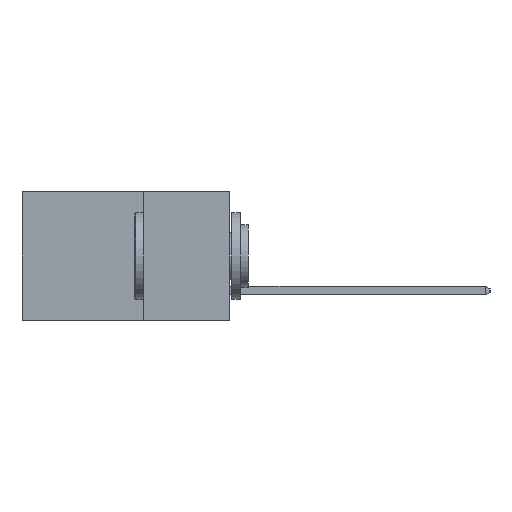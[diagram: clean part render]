
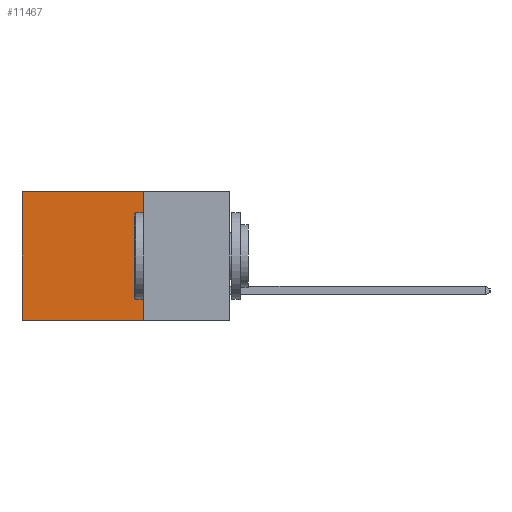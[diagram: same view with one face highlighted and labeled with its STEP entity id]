
A CAD part, left-side view. The second image highlights one B-rep face of the part: STEP entity #11467.
In plain terms, the highlighted planar face has unit normal (-1, 0, 0).
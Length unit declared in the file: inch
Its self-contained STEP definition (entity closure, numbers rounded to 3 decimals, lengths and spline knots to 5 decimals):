
#1042 = ORIENTED_EDGE ( 'NONE', *, *, #12322, .F. ) ;
#2386 = CARTESIAN_POINT ( 'NONE',  ( 0.298, 0.6, 0. ) ) ;
#3104 = CARTESIAN_POINT ( 'NONE',  ( 0.298, 0.25, -0.37 ) ) ;
#3615 = LINE ( 'NONE', #3104, #8305 ) ;
#3849 = DIRECTION ( 'NONE',  ( 0., 0., -1. ) ) ;
#3920 = CARTESIAN_POINT ( 'NONE',  ( 0.298, 0.6, 0. ) ) ;
#6144 = PLANE ( 'NONE',  #17242 ) ;
#6210 = VECTOR ( 'NONE', #3849, 39.37008 ) ;
#6212 = EDGE_CURVE ( 'NONE', #10315, #18430, #14507, .T. ) ;
#6688 = DIRECTION ( 'NONE',  ( 0., 0., -1. ) ) ;
#6749 = LINE ( 'NONE', #3920, #6210 ) ;
#6830 = VERTEX_POINT ( 'NONE', #18525 ) ;
#7149 = EDGE_LOOP ( 'NONE', ( #16651, #1042, #20264, #13863 ) ) ;
#7771 = FACE_OUTER_BOUND ( 'NONE', #7149, .T. ) ;
#7894 = DIRECTION ( 'NONE',  ( 0., 1., 0. ) ) ;
#8003 = CARTESIAN_POINT ( 'NONE',  ( 0.298, 0.25, 0. ) ) ;
#8305 = VECTOR ( 'NONE', #20428, 39.37008 ) ;
#9647 = DIRECTION ( 'NONE',  ( 0., 0., -1. ) ) ;
#9882 = VECTOR ( 'NONE', #7894, 39.37008 ) ;
#10315 = VERTEX_POINT ( 'NONE', #21118 ) ;
#11467 = ADVANCED_FACE ( 'NONE', ( #7771 ), #6144, .F. ) ;
#12259 = VERTEX_POINT ( 'NONE', #20269 ) ;
#12322 = EDGE_CURVE ( 'NONE', #6830, #12259, #3615, .T. ) ;
#12626 = LINE ( 'NONE', #17081, #17190 ) ;
#13863 = ORIENTED_EDGE ( 'NONE', *, *, #6212, .T. ) ;
#14507 = LINE ( 'NONE', #8003, #9882 ) ;
#16651 = ORIENTED_EDGE ( 'NONE', *, *, #18343, .T. ) ;
#17081 = CARTESIAN_POINT ( 'NONE',  ( 0.298, 0.25, 0. ) ) ;
#17190 = VECTOR ( 'NONE', #6688, 39.37008 ) ;
#17242 = AXIS2_PLACEMENT_3D ( 'NONE', #18275, #19988, #9647 ) ;
#18275 = CARTESIAN_POINT ( 'NONE',  ( 0.298, 0.25, 0. ) ) ;
#18343 = EDGE_CURVE ( 'NONE', #18430, #12259, #6749, .T. ) ;
#18430 = VERTEX_POINT ( 'NONE', #2386 ) ;
#18525 = CARTESIAN_POINT ( 'NONE',  ( 0.298, 0.25, -0.37 ) ) ;
#19988 = DIRECTION ( 'NONE',  ( 1., 0., 0. ) ) ;
#20264 = ORIENTED_EDGE ( 'NONE', *, *, #20962, .F. ) ;
#20269 = CARTESIAN_POINT ( 'NONE',  ( 0.298, 0.6, -0.37 ) ) ;
#20428 = DIRECTION ( 'NONE',  ( 0., 1., 0. ) ) ;
#20962 = EDGE_CURVE ( 'NONE', #10315, #6830, #12626, .T. ) ;
#21118 = CARTESIAN_POINT ( 'NONE',  ( 0.298, 0.25, 0. ) ) ;
